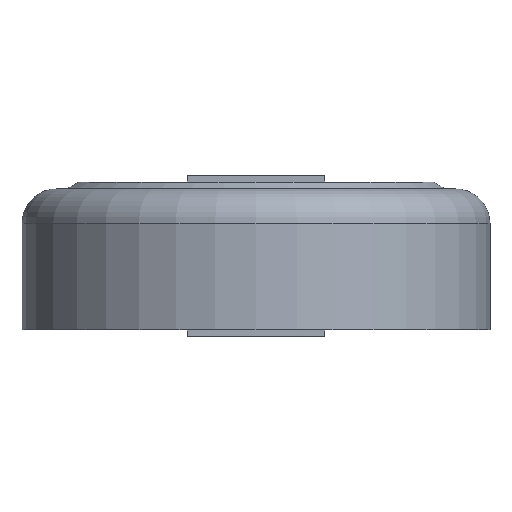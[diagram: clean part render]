
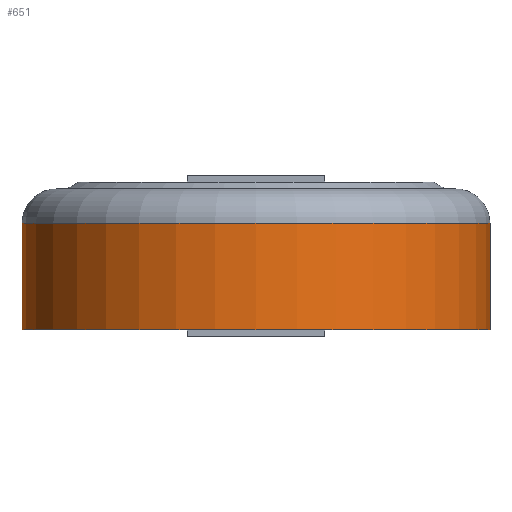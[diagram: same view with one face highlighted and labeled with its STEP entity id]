
A CAD part, left-side view. The second image highlights one B-rep face of the part: STEP entity #651.
In plain terms, the highlighted cylindrical face has radius 3.4 mm (diameter 6.8 mm), a full revolution.
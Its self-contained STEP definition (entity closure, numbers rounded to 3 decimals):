
#176=CYLINDRICAL_SURFACE('',#712,3.4);
#211=FACE_OUTER_BOUND('',#242,.T.);
#242=EDGE_LOOP('',(#521,#522,#523,#524,#525,#526));
#268=LINE('',#963,#320);
#320=VECTOR('',#793,3.4);
#376=CIRCLE('',#706,3.4);
#377=CIRCLE('',#707,3.4);
#378=CIRCLE('',#710,3.4);
#379=CIRCLE('',#711,3.4);
#392=VERTEX_POINT('',#951);
#393=VERTEX_POINT('',#953);
#394=VERTEX_POINT('',#958);
#395=VERTEX_POINT('',#959);
#441=EDGE_CURVE('',#392,#393,#376,.T.);
#442=EDGE_CURVE('',#393,#392,#377,.T.);
#443=EDGE_CURVE('',#394,#395,#378,.T.);
#444=EDGE_CURVE('',#395,#394,#379,.T.);
#445=EDGE_CURVE('',#392,#395,#268,.T.);
#521=ORIENTED_EDGE('',*,*,#442,.F.);
#522=ORIENTED_EDGE('',*,*,#441,.F.);
#523=ORIENTED_EDGE('',*,*,#445,.T.);
#524=ORIENTED_EDGE('',*,*,#444,.T.);
#525=ORIENTED_EDGE('',*,*,#443,.T.);
#526=ORIENTED_EDGE('',*,*,#445,.F.);
#651=ADVANCED_FACE('',(#211),#176,.T.);
#706=AXIS2_PLACEMENT_3D('',#954,#779,#780);
#707=AXIS2_PLACEMENT_3D('',#955,#781,#782);
#710=AXIS2_PLACEMENT_3D('',#960,#787,#788);
#711=AXIS2_PLACEMENT_3D('',#961,#789,#790);
#712=AXIS2_PLACEMENT_3D('',#962,#791,#792);
#779=DIRECTION('center_axis',(0.,0.,1.));
#780=DIRECTION('ref_axis',(1.,0.,0.));
#781=DIRECTION('center_axis',(0.,0.,1.));
#782=DIRECTION('ref_axis',(1.,0.,0.));
#787=DIRECTION('center_axis',(0.,0.,1.));
#788=DIRECTION('ref_axis',(1.,0.,0.));
#789=DIRECTION('center_axis',(0.,0.,1.));
#790=DIRECTION('ref_axis',(1.,0.,0.));
#791=DIRECTION('center_axis',(0.,0.,1.));
#792=DIRECTION('ref_axis',(1.,0.,0.));
#793=DIRECTION('',(0.,0.,-1.));
#951=CARTESIAN_POINT('',(-3.4,0.,-0.5));
#953=CARTESIAN_POINT('',(3.4,0.,-0.5));
#954=CARTESIAN_POINT('Origin',(0.,0.,-0.5));
#955=CARTESIAN_POINT('Origin',(0.,0.,-0.5));
#958=CARTESIAN_POINT('',(3.4,0.,-2.05));
#959=CARTESIAN_POINT('',(-3.4,0.,-2.05));
#960=CARTESIAN_POINT('Origin',(0.,0.,-2.05));
#961=CARTESIAN_POINT('Origin',(0.,0.,-2.05));
#962=CARTESIAN_POINT('Origin',(0.,0.,-1.275));
#963=CARTESIAN_POINT('',(-3.4,0.,-1.275));
